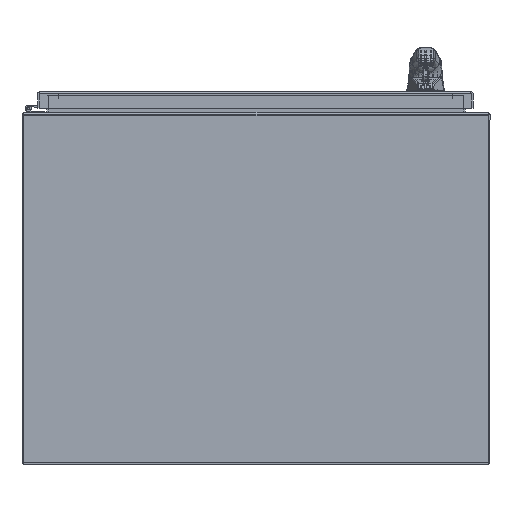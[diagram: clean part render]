
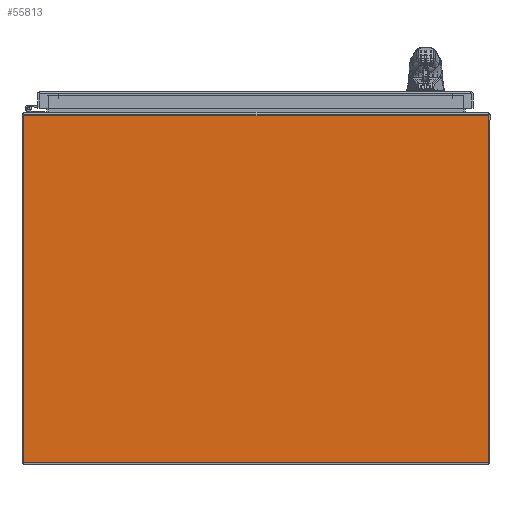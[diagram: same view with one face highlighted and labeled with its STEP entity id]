
A CAD part, front view. The second image highlights one B-rep face of the part: STEP entity #55813.
In plain terms, the highlighted face is planar.
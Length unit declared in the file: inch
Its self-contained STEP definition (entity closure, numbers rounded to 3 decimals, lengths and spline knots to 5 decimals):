
#468 = VERTEX_POINT ( 'NONE', #86835 ) ;
#730 = CARTESIAN_POINT ( 'NONE',  ( 0., -18.0313, 0. ) ) ;
#874 = DIRECTION ( 'NONE',  ( 0., 1., 0. ) ) ;
#5516 = CARTESIAN_POINT ( 'NONE',  ( 0., -17.90635, 0. ) ) ;
#11275 = VECTOR ( 'NONE', #874, 39.37008 ) ;
#12629 = CARTESIAN_POINT ( 'NONE',  ( 17.9532, -17.90635, 0. ) ) ;
#28193 = EDGE_CURVE ( 'NONE', #94116, #70507, #138575, .T. ) ;
#34467 = PLANE ( 'NONE',  #54183 ) ;
#38015 = CARTESIAN_POINT ( 'NONE',  ( 11.9688, -9.01565, 0. ) ) ;
#39086 = DIRECTION ( 'NONE',  ( 0., 0., 1. ) ) ;
#39742 = DIRECTION ( 'NONE',  ( 1., 0., 0. ) ) ;
#42907 = VERTEX_POINT ( 'NONE', #142513 ) ;
#54183 = AXIS2_PLACEMENT_3D ( 'NONE', #38015, #39086, #39742 ) ;
#55813 = ADVANCED_FACE ( 'NONE', ( #61196 ), #34467, .F. ) ;
#61196 = FACE_OUTER_BOUND ( 'NONE', #115673, .T. ) ;
#62906 = VECTOR ( 'NONE', #126078, 39.37008 ) ;
#70507 = VERTEX_POINT ( 'NONE', #141444 ) ;
#72087 = ORIENTED_EDGE ( 'NONE', *, *, #28193, .T. ) ;
#75658 = VECTOR ( 'NONE', #111929, 39.37008 ) ;
#79243 = EDGE_CURVE ( 'NONE', #70507, #42907, #113161, .T. ) ;
#86835 = CARTESIAN_POINT ( 'NONE',  ( 23.9376, -17.90635, 0. ) ) ;
#88794 = ORIENTED_EDGE ( 'NONE', *, *, #79243, .T. ) ;
#94116 = VERTEX_POINT ( 'NONE', #5516 ) ;
#98042 = EDGE_CURVE ( 'NONE', #42907, #468, #108585, .T. ) ;
#98443 = CARTESIAN_POINT ( 'NONE',  ( 23.9376, 0., 0. ) ) ;
#98855 = VECTOR ( 'NONE', #136523, 39.37008 ) ;
#108585 = LINE ( 'NONE', #98443, #75658 ) ;
#111510 = EDGE_CURVE ( 'NONE', #468, #94116, #131785, .T. ) ;
#111929 = DIRECTION ( 'NONE',  ( 0., -1., 0. ) ) ;
#113161 = LINE ( 'NONE', #151124, #62906 ) ;
#115673 = EDGE_LOOP ( 'NONE', ( #158677, #72087, #88794, #128402 ) ) ;
#126078 = DIRECTION ( 'NONE',  ( 1., 0., 0. ) ) ;
#128402 = ORIENTED_EDGE ( 'NONE', *, *, #98042, .T. ) ;
#131785 = LINE ( 'NONE', #12629, #98855 ) ;
#136523 = DIRECTION ( 'NONE',  ( -1., 0., 0. ) ) ;
#138575 = LINE ( 'NONE', #730, #11275 ) ;
#141444 = CARTESIAN_POINT ( 'NONE',  ( 0., 0., 0. ) ) ;
#142513 = CARTESIAN_POINT ( 'NONE',  ( 23.9376, 0., 0. ) ) ;
#151124 = CARTESIAN_POINT ( 'NONE',  ( 0., 0., 0. ) ) ;
#158677 = ORIENTED_EDGE ( 'NONE', *, *, #111510, .T. ) ;
